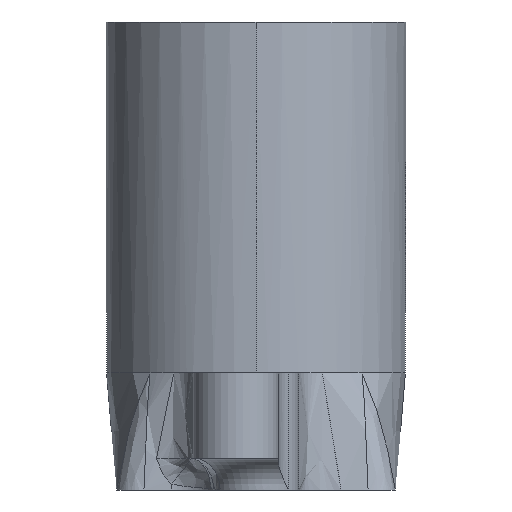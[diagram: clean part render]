
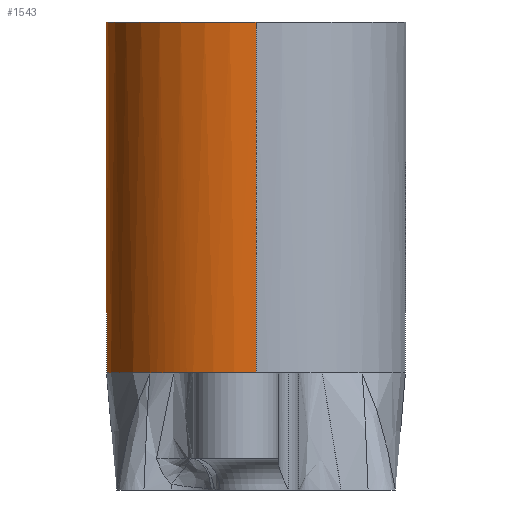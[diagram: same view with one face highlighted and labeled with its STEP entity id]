
A CAD part, left-side view. The second image highlights one B-rep face of the part: STEP entity #1543.
In plain terms, the highlighted cylindrical face has radius 7.05 mm (diameter 14.1 mm), a partial arc.
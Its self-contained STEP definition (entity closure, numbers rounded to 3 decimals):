
#4 = VERTEX_POINT ( 'NONE', #1322 ) ;
#90 = EDGE_CURVE ( 'NONE', #3287, #4, #3416, .T. ) ;
#165 = DIRECTION ( 'NONE',  ( 1., 0., 0. ) ) ;
#168 = CIRCLE ( 'NONE', #1182, 7.05 ) ;
#178 = CIRCLE ( 'NONE', #1444, 7.05 ) ;
#245 = VERTEX_POINT ( 'NONE', #325 ) ;
#325 = CARTESIAN_POINT ( 'NONE',  ( 5.896, 3.864, 5.5 ) ) ;
#333 = CARTESIAN_POINT ( 'NONE',  ( 6.995, 1.014, 5.5 ) ) ;
#392 = CARTESIAN_POINT ( 'NONE',  ( 0., 0., 22. ) ) ;
#407 = DIRECTION ( 'NONE',  ( 1., 0., 0. ) ) ;
#430 = DIRECTION ( 'NONE',  ( 0., 0., -1. ) ) ;
#432 = DIRECTION ( 'NONE',  ( 0., 0., 1. ) ) ;
#467 = CARTESIAN_POINT ( 'NONE',  ( -5.892, 3.871, 5.5 ) ) ;
#508 = AXIS2_PLACEMENT_3D ( 'NONE', #3446, #979, #922 ) ;
#518 = CARTESIAN_POINT ( 'NONE',  ( -7.05, 0., 59.94 ) ) ;
#604 = CARTESIAN_POINT ( 'NONE',  ( 6.403, 2.95, 5.5 ) ) ;
#616 = VERTEX_POINT ( 'NONE', #3086 ) ;
#685 = CARTESIAN_POINT ( 'NONE',  ( 7.05, 0., 59.94 ) ) ;
#703 = CIRCLE ( 'NONE', #1254, 7.05 ) ;
#711 = B_SPLINE_CURVE_WITH_KNOTS ( 'NONE', 3,
 ( #604, #1917, #3175, #333, #2859, #947 ),
 .UNSPECIFIED., .F., .F.,
 ( 4, 2, 4 ),
 ( 0., 0.3, 0.6 ),
 .UNSPECIFIED. ) ;
#741 = VERTEX_POINT ( 'NONE', #3947 ) ;
#801 = VERTEX_POINT ( 'NONE', #2140 ) ;
#835 = CARTESIAN_POINT ( 'NONE',  ( 5.894, 3.869, 5.5 ) ) ;
#922 = DIRECTION ( 'NONE',  ( 1., 0., 0. ) ) ;
#946 = VERTEX_POINT ( 'NONE', #3881 ) ;
#947 = CARTESIAN_POINT ( 'NONE',  ( 7.05, 0., 5.5 ) ) ;
#963 = B_SPLINE_CURVE_WITH_KNOTS ( 'NONE', 3,
 ( #2153, #1143, #835, #3423 ),
 .UNSPECIFIED., .F., .F.,
 ( 4, 4 ),
 ( 0., 0. ),
 .UNSPECIFIED. ) ;
#968 = B_SPLINE_CURVE_WITH_KNOTS ( 'NONE', 3,
 ( #1146, #2734, #1431, #1472, #3335, #2999, #3992, #2438 ),
 .UNSPECIFIED., .F., .F.,
 ( 4, 2, 2, 4 ),
 ( 0.5, 0.534, 0.552, 0.569 ),
 .UNSPECIFIED. ) ;
#979 = DIRECTION ( 'NONE',  ( 0., 0., 1. ) ) ;
#1086 = CARTESIAN_POINT ( 'NONE',  ( 0., 0., 5.5 ) ) ;
#1096 = CARTESIAN_POINT ( 'NONE',  ( 0., 0., 59.94 ) ) ;
#1120 = CIRCLE ( 'NONE', #508, 7.05 ) ;
#1142 = CARTESIAN_POINT ( 'NONE',  ( 5.892, 3.871, 5.5 ) ) ;
#1143 = CARTESIAN_POINT ( 'NONE',  ( 5.895, 3.867, 5.5 ) ) ;
#1146 = CARTESIAN_POINT ( 'NONE',  ( -7.05, 0., 5.5 ) ) ;
#1182 = AXIS2_PLACEMENT_3D ( 'NONE', #1491, #3334, #3764 ) ;
#1231 = ORIENTED_EDGE ( 'NONE', *, *, #2652, .F. ) ;
#1254 = AXIS2_PLACEMENT_3D ( 'NONE', #1086, #2594, #3576 ) ;
#1260 = EDGE_CURVE ( 'NONE', #801, #3287, #2904, .T. ) ;
#1285 = ORIENTED_EDGE ( 'NONE', *, *, #3627, .T. ) ;
#1322 = CARTESIAN_POINT ( 'NONE',  ( -5.896, 3.864, 5.5 ) ) ;
#1396 = EDGE_CURVE ( 'NONE', #3975, #2325, #968, .T. ) ;
#1397 = VERTEX_POINT ( 'NONE', #2347 ) ;
#1413 = LINE ( 'NONE', #518, #1842 ) ;
#1425 = DIRECTION ( 'NONE',  ( -1., 0., 0. ) ) ;
#1431 = CARTESIAN_POINT ( 'NONE',  ( -6.995, 1.014, 5.5 ) ) ;
#1444 = AXIS2_PLACEMENT_3D ( 'NONE', #3217, #3257, #407 ) ;
#1472 = CARTESIAN_POINT ( 'NONE',  ( -6.832, 1.758, 5.5 ) ) ;
#1491 = CARTESIAN_POINT ( 'NONE',  ( 0., 0., 5.5 ) ) ;
#1498 = ORIENTED_EDGE ( 'NONE', *, *, #3375, .T. ) ;
#1543 = ADVANCED_FACE ( 'NONE', ( #2728 ), #2704, .T. ) ;
#1685 = CARTESIAN_POINT ( 'NONE',  ( -5.895, 3.867, 5.5 ) ) ;
#1738 = CARTESIAN_POINT ( 'NONE',  ( -5.896, 3.864, 5.5 ) ) ;
#1778 = AXIS2_PLACEMENT_3D ( 'NONE', #392, #430, #2959 ) ;
#1842 = VECTOR ( 'NONE', #3979, 1000. ) ;
#1848 = EDGE_LOOP ( 'NONE', ( #3593, #2399, #2685, #1285, #1969, #2026, #1981, #3123, #2596, #1498, #3761, #1231 ) ) ;
#1917 = CARTESIAN_POINT ( 'NONE',  ( 6.616, 2.487, 5.5 ) ) ;
#1969 = ORIENTED_EDGE ( 'NONE', *, *, #3530, .T. ) ;
#1981 = ORIENTED_EDGE ( 'NONE', *, *, #3873, .T. ) ;
#1995 = LINE ( 'NONE', #685, #3561 ) ;
#2026 = ORIENTED_EDGE ( 'NONE', *, *, #3868, .T. ) ;
#2136 = CARTESIAN_POINT ( 'NONE',  ( -6.403, 2.95, 5.5 ) ) ;
#2140 = CARTESIAN_POINT ( 'NONE',  ( -4.985, 4.985, 5.5 ) ) ;
#2153 = CARTESIAN_POINT ( 'NONE',  ( 5.896, 3.864, 5.5 ) ) ;
#2299 = VERTEX_POINT ( 'NONE', #1142 ) ;
#2325 = VERTEX_POINT ( 'NONE', #2136 ) ;
#2347 = CARTESIAN_POINT ( 'NONE',  ( 6.403, 2.95, 5.5 ) ) ;
#2399 = ORIENTED_EDGE ( 'NONE', *, *, #3800, .T. ) ;
#2438 = CARTESIAN_POINT ( 'NONE',  ( -6.403, 2.95, 5.5 ) ) ;
#2594 = DIRECTION ( 'NONE',  ( 0., 0., 1. ) ) ;
#2596 = ORIENTED_EDGE ( 'NONE', *, *, #90, .T. ) ;
#2652 = EDGE_CURVE ( 'NONE', #946, #3975, #1413, .T. ) ;
#2685 = ORIENTED_EDGE ( 'NONE', *, *, #2980, .F. ) ;
#2704 = CYLINDRICAL_SURFACE ( 'NONE', #3283, 7.05 ) ;
#2728 = FACE_OUTER_BOUND ( 'NONE', #1848, .T. ) ;
#2734 = CARTESIAN_POINT ( 'NONE',  ( -7.05, 0.508, 5.5 ) ) ;
#2859 = CARTESIAN_POINT ( 'NONE',  ( 7.05, 0.509, 5.5 ) ) ;
#2904 = CIRCLE ( 'NONE', #2968, 7.05 ) ;
#2959 = DIRECTION ( 'NONE',  ( -1., 0., 0. ) ) ;
#2968 = AXIS2_PLACEMENT_3D ( 'NONE', #3282, #432, #165 ) ;
#2980 = EDGE_CURVE ( 'NONE', #1397, #741, #711, .T. ) ;
#2999 = CARTESIAN_POINT ( 'NONE',  ( -6.603, 2.483, 5.5 ) ) ;
#3045 = CIRCLE ( 'NONE', #1778, 7.05 ) ;
#3086 = CARTESIAN_POINT ( 'NONE',  ( 7.05, 0., 22. ) ) ;
#3123 = ORIENTED_EDGE ( 'NONE', *, *, #1260, .T. ) ;
#3175 = CARTESIAN_POINT ( 'NONE',  ( 6.778, 2.006, 5.5 ) ) ;
#3178 = VERTEX_POINT ( 'NONE', #3613 ) ;
#3217 = CARTESIAN_POINT ( 'NONE',  ( 0., 0., 5.5 ) ) ;
#3237 = DIRECTION ( 'NONE',  ( 0., 0., -1. ) ) ;
#3257 = DIRECTION ( 'NONE',  ( 0., 0., 1. ) ) ;
#3282 = CARTESIAN_POINT ( 'NONE',  ( 0., 0., 5.5 ) ) ;
#3283 = AXIS2_PLACEMENT_3D ( 'NONE', #1096, #3645, #1425 ) ;
#3287 = VERTEX_POINT ( 'NONE', #467 ) ;
#3334 = DIRECTION ( 'NONE',  ( 0., 0., 1. ) ) ;
#3335 = CARTESIAN_POINT ( 'NONE',  ( -6.765, 2.002, 5.5 ) ) ;
#3375 = EDGE_CURVE ( 'NONE', #4, #2325, #168, .T. ) ;
#3416 = B_SPLINE_CURVE_WITH_KNOTS ( 'NONE', 3,
 ( #3693, #3969, #1685, #1738 ),
 .UNSPECIFIED., .F., .F.,
 ( 4, 4 ),
 ( 0., 0. ),
 .UNSPECIFIED. ) ;
#3423 = CARTESIAN_POINT ( 'NONE',  ( 5.892, 3.871, 5.5 ) ) ;
#3446 = CARTESIAN_POINT ( 'NONE',  ( 0., 0., 5.5 ) ) ;
#3530 = EDGE_CURVE ( 'NONE', #245, #2299, #963, .T. ) ;
#3561 = VECTOR ( 'NONE', #3237, 1000. ) ;
#3576 = DIRECTION ( 'NONE',  ( 1., 0., 0. ) ) ;
#3593 = ORIENTED_EDGE ( 'NONE', *, *, #3821, .T. ) ;
#3613 = CARTESIAN_POINT ( 'NONE',  ( 4.985, 4.985, 5.5 ) ) ;
#3627 = EDGE_CURVE ( 'NONE', #1397, #245, #1120, .T. ) ;
#3645 = DIRECTION ( 'NONE',  ( 0., 0., -1. ) ) ;
#3693 = CARTESIAN_POINT ( 'NONE',  ( -5.892, 3.871, 5.5 ) ) ;
#3761 = ORIENTED_EDGE ( 'NONE', *, *, #1396, .F. ) ;
#3764 = DIRECTION ( 'NONE',  ( 1., 0., 0. ) ) ;
#3800 = EDGE_CURVE ( 'NONE', #616, #741, #1995, .T. ) ;
#3821 = EDGE_CURVE ( 'NONE', #946, #616, #3045, .T. ) ;
#3868 = EDGE_CURVE ( 'NONE', #2299, #3178, #703, .T. ) ;
#3873 = EDGE_CURVE ( 'NONE', #3178, #801, #178, .T. ) ;
#3881 = CARTESIAN_POINT ( 'NONE',  ( -7.05, 0., 22. ) ) ;
#3947 = CARTESIAN_POINT ( 'NONE',  ( 7.05, 0., 5.5 ) ) ;
#3969 = CARTESIAN_POINT ( 'NONE',  ( -5.894, 3.869, 5.5 ) ) ;
#3975 = VERTEX_POINT ( 'NONE', #4023 ) ;
#3979 = DIRECTION ( 'NONE',  ( 0., 0., -1. ) ) ;
#3992 = CARTESIAN_POINT ( 'NONE',  ( -6.509, 2.72, 5.5 ) ) ;
#4023 = CARTESIAN_POINT ( 'NONE',  ( -7.05, 0., 5.5 ) ) ;
